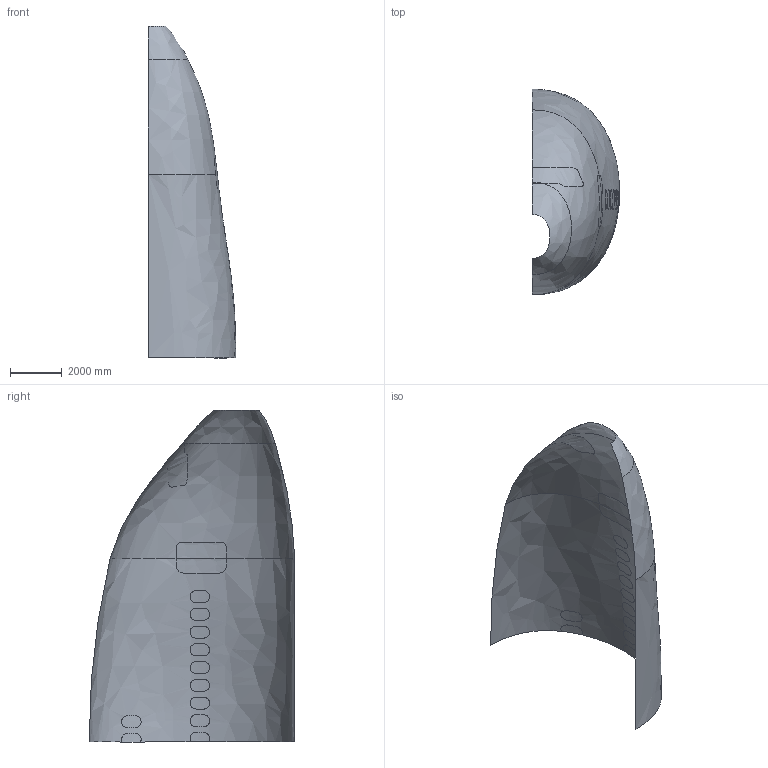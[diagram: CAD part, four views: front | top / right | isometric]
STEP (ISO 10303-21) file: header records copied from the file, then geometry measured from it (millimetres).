
FILE_DESCRIPTION(('STEP AP242'),'1');
FILE_NAME('Front Fuselage of Aircraft.stp','2025-04-23T13:11:48',(' '),(' '),'Spatial InterOp 3D',' ',' ');
FILE_SCHEMA(('AP242_MANAGED_MODEL_BASED_3D_ENGINEERING_MIM_LF {1 0 10303 442 1 1 4}'));
Length unit declared in the file: millimetre
Products named in the file (2): Front Fuselage of Aircraft; aircraft
Assembly tree (1 placements, depth 2):
  Front Fuselage of Aircraft
    aircraft
Bounding box: 3392.93 x 7983.57 x 12895.04 mm (x, y, z)
Surface area: 125452831.4 mm2 (no closed solid volume)
Topology: 0 solids, 1 shells, 18 faces, 49 edges, 41 vertices
Faces by surface type: bspline 18
Entity records: 4668 total; most frequent: CARTESIAN_POINT 4136, ORIENTED_EDGE 84, EDGE_CURVE 49, B_SPLINE_CURVE_WITH_KNOTS 43, VERTEX_POINT 41, FACE_BOUND 27, EDGE_LOOP 27, STYLED_ITEM 19
